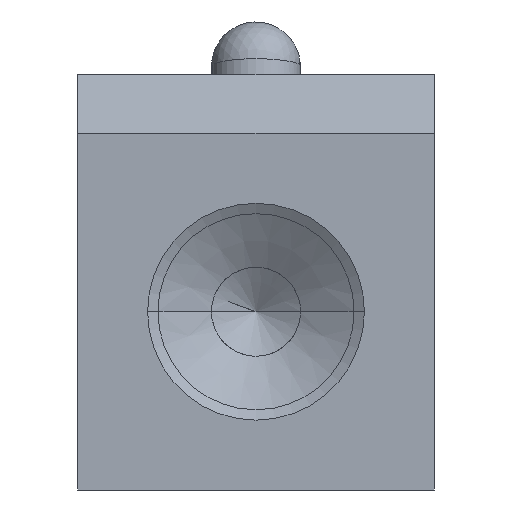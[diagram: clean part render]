
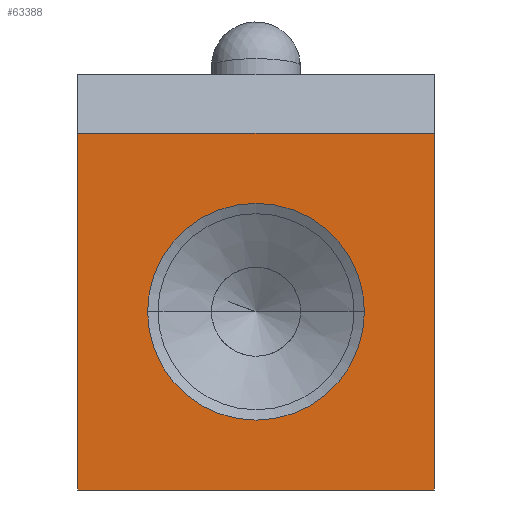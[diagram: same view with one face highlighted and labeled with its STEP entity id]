
A CAD part, front view. The second image highlights one B-rep face of the part: STEP entity #63388.
In plain terms, the highlighted planar face has unit normal (0, -1, 0).
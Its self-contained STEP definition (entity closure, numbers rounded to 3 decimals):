
#62704=CARTESIAN_POINT('',(1.331,-99.977,0.0));
#62705=VERTEX_POINT('',#62704);
#62712=CARTESIAN_POINT('',(1.331,-99.977,-16.0));
#62713=VERTEX_POINT('',#62712);
#62714=CARTESIAN_POINT('',(1.331,-99.977,-12.6));
#62715=DIRECTION('',(0.0,0.0,-1.0));
#62716=VECTOR('',#62715,1.0);
#62717=LINE('',#62714,#62716);
#62718=EDGE_CURVE('n� 6215',#62705,#62713,#62717,.T.);
#63306=CARTESIAN_POINT('',(-14.669,-99.977,-16.0));
#63307=VERTEX_POINT('',#63306);
#63308=CARTESIAN_POINT('',(-11.269,-99.977,-16.0));
#63309=DIRECTION('',(1.0,0.0,0.0));
#63310=VECTOR('',#63309,1.0);
#63311=LINE('',#63308,#63310);
#63312=EDGE_CURVE('n� 6651',#63307,#62713,#63311,.T.);
#63336=CARTESIAN_POINT('',(-11.534,-99.977,-8.0));
#63337=VERTEX_POINT('',#63336);
#63338=CARTESIAN_POINT('',(-6.669,-99.977,-12.865));
#63339=VERTEX_POINT('',#63338);
#63340=CARTESIAN_POINT('',(-6.669,-99.977,-8.0));
#63341=DIRECTION('',(0.0,-1.0,-0.0));
#63342=DIRECTION('',(-0.0,0.0,-1.0));
#63343=AXIS2_PLACEMENT_3D('',#63340,#63341,#63342);
#63344=CIRCLE('',#63343,4.865);
#63345=EDGE_CURVE('n� 6672',#63337,#63339,#63344,.T.);
#63346=ORIENTED_EDGE('',*,*,#63345,.F.);
#63347=CARTESIAN_POINT('',(-1.804,-99.977,-8.0));
#63348=VERTEX_POINT('',#63347);
#63349=CARTESIAN_POINT('',(-6.669,-99.977,-8.0));
#63350=DIRECTION('',(0.0,-1.0,-0.0));
#63351=DIRECTION('',(-0.0,0.0,-1.0));
#63352=AXIS2_PLACEMENT_3D('',#63349,#63350,#63351);
#63353=CIRCLE('',#63352,4.865);
#63354=EDGE_CURVE('n� 6678',#63348,#63337,#63353,.T.);
#63355=ORIENTED_EDGE('',*,*,#63354,.F.);
#63356=CARTESIAN_POINT('',(-6.669,-99.977,-8.0));
#63357=DIRECTION('',(0.0,-1.0,-0.0));
#63358=DIRECTION('',(-0.0,0.0,-1.0));
#63359=AXIS2_PLACEMENT_3D('',#63356,#63357,#63358);
#63360=CIRCLE('',#63359,4.865);
#63361=EDGE_CURVE('n� 6682',#63339,#63348,#63360,.T.);
#63362=ORIENTED_EDGE('',*,*,#63361,.F.);
#63363=EDGE_LOOP('',(#63346,#63355,#63362));
#63364=FACE_BOUND('',#63363,.T.);
#63365=ORIENTED_EDGE('',*,*,#62718,.F.);
#63366=CARTESIAN_POINT('',(-14.669,-99.977,0.0));
#63367=VERTEX_POINT('',#63366);
#63368=CARTESIAN_POINT('',(-11.269,-99.977,0.0));
#63369=DIRECTION('',(1.0,0.0,0.0));
#63370=VECTOR('',#63369,1.0);
#63371=LINE('',#63368,#63370);
#63372=EDGE_CURVE('n� 6691',#63367,#62705,#63371,.T.);
#63373=ORIENTED_EDGE('',*,*,#63372,.F.);
#63374=CARTESIAN_POINT('',(-14.669,-99.977,-12.6));
#63375=DIRECTION('',(0.0,0.0,-1.0));
#63376=VECTOR('',#63375,1.0);
#63377=LINE('',#63374,#63376);
#63378=EDGE_CURVE('n� 6695',#63367,#63307,#63377,.T.);
#63379=ORIENTED_EDGE('',*,*,#63378,.T.);
#63380=ORIENTED_EDGE('',*,*,#63312,.T.);
#63381=EDGE_LOOP('',(#63365,#63373,#63379,#63380));
#63382=FACE_OUTER_BOUND('',#63381,.T.);
#63383=CARTESIAN_POINT('',(-11.269,-99.977,-12.6));
#63384=DIRECTION('',(-0.0,1.0,0.0));
#63385=DIRECTION('',(1.0,0.0,0.0));
#63386=AXIS2_PLACEMENT_3D('',#63383,#63384,#63385);
#63387=PLANE('',#63386);
#63388=ADVANCED_FACE('n� 6663',(#63364,#63382),#63387,.F.);
